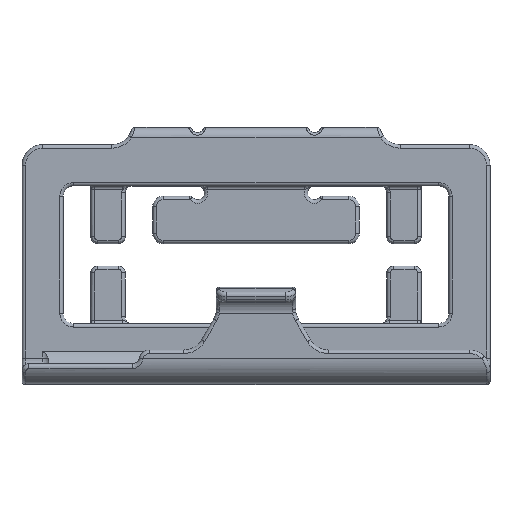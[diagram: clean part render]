
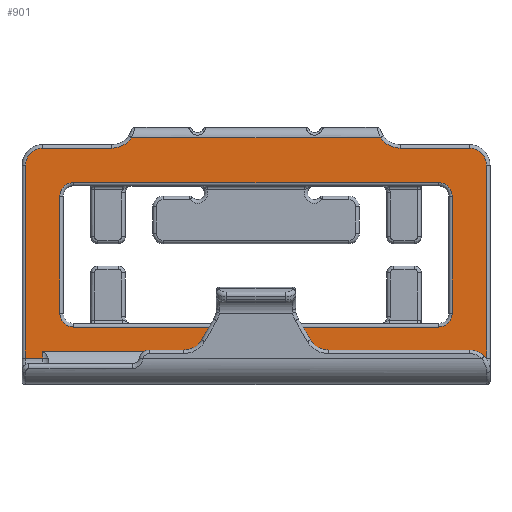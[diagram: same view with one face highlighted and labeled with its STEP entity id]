
A CAD part, top view. The second image highlights one B-rep face of the part: STEP entity #901.
In plain terms, the highlighted planar face has unit normal (0, 0, 1).
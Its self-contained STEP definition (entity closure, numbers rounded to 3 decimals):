
#41=FACE_BOUND('',#1642,.T.);
#42=FACE_BOUND('',#1643,.T.);
#115=PLANE('',#5251);
#345=LINE('',#7665,#625);
#375=LINE('',#7847,#655);
#376=LINE('',#7848,#656);
#377=LINE('',#7850,#657);
#378=LINE('',#7852,#658);
#379=LINE('',#7854,#659);
#380=LINE('',#7856,#660);
#381=LINE('',#7860,#661);
#382=LINE('',#7864,#662);
#383=LINE('',#7868,#663);
#384=LINE('',#7869,#664);
#385=LINE('',#7874,#665);
#386=LINE('',#7878,#666);
#387=LINE('',#7882,#667);
#625=VECTOR('',#5927,1.);
#655=VECTOR('',#6009,1.);
#656=VECTOR('',#6010,1.);
#657=VECTOR('',#6011,1.);
#658=VECTOR('',#6012,1.);
#659=VECTOR('',#6013,1.);
#660=VECTOR('',#6014,1.);
#661=VECTOR('',#6017,1.);
#662=VECTOR('',#6020,1.);
#663=VECTOR('',#6023,1.);
#664=VECTOR('',#6024,1.);
#665=VECTOR('',#6027,1.);
#666=VECTOR('',#6030,1.);
#667=VECTOR('',#6033,1.);
#901=ADVANCED_FACE('',(#41,#42),#115,.F.);
#1642=EDGE_LOOP('',(#2451,#2452,#2453,#2454,#2455,#2456,#2457,#2458,#2459,
#2460,#2461,#2462,#2463,#2464));
#1643=EDGE_LOOP('',(#2465,#2466,#2467,#2468,#2469,#2470,#2471,#2472));
#1985=CIRCLE('',#5243,5.);
#1986=CIRCLE('',#5244,5.);
#1987=CIRCLE('',#5245,7.);
#1988=CIRCLE('',#5246,7.);
#1989=CIRCLE('',#5247,4.);
#1990=CIRCLE('',#5248,4.);
#1991=CIRCLE('',#5249,4.);
#1992=CIRCLE('',#5250,4.);
#2451=ORIENTED_EDGE('',*,*,#4429,.T.);
#2452=ORIENTED_EDGE('',*,*,#4430,.T.);
#2453=ORIENTED_EDGE('',*,*,#4372,.F.);
#2454=ORIENTED_EDGE('',*,*,#4431,.T.);
#2455=ORIENTED_EDGE('',*,*,#4432,.F.);
#2456=ORIENTED_EDGE('',*,*,#4433,.T.);
#2457=ORIENTED_EDGE('',*,*,#4434,.F.);
#2458=ORIENTED_EDGE('',*,*,#4435,.T.);
#2459=ORIENTED_EDGE('',*,*,#4436,.T.);
#2460=ORIENTED_EDGE('',*,*,#4437,.T.);
#2461=ORIENTED_EDGE('',*,*,#4438,.T.);
#2462=ORIENTED_EDGE('',*,*,#4439,.T.);
#2463=ORIENTED_EDGE('',*,*,#4440,.T.);
#2464=ORIENTED_EDGE('',*,*,#4441,.T.);
#2465=ORIENTED_EDGE('',*,*,#4442,.T.);
#2466=ORIENTED_EDGE('',*,*,#4443,.T.);
#2467=ORIENTED_EDGE('',*,*,#4444,.T.);
#2468=ORIENTED_EDGE('',*,*,#4445,.T.);
#2469=ORIENTED_EDGE('',*,*,#4446,.T.);
#2470=ORIENTED_EDGE('',*,*,#4447,.T.);
#2471=ORIENTED_EDGE('',*,*,#4448,.T.);
#2472=ORIENTED_EDGE('',*,*,#4449,.T.);
#3931=VERTEX_POINT('',#7664);
#3932=VERTEX_POINT('',#7666);
#3981=VERTEX_POINT('',#7845);
#3982=VERTEX_POINT('',#7846);
#3983=VERTEX_POINT('',#7849);
#3984=VERTEX_POINT('',#7851);
#3985=VERTEX_POINT('',#7853);
#3986=VERTEX_POINT('',#7855);
#3987=VERTEX_POINT('',#7857);
#3988=VERTEX_POINT('',#7859);
#3989=VERTEX_POINT('',#7861);
#3990=VERTEX_POINT('',#7863);
#3991=VERTEX_POINT('',#7865);
#3992=VERTEX_POINT('',#7867);
#3993=VERTEX_POINT('',#7870);
#3994=VERTEX_POINT('',#7871);
#3995=VERTEX_POINT('',#7873);
#3996=VERTEX_POINT('',#7875);
#3997=VERTEX_POINT('',#7877);
#3998=VERTEX_POINT('',#7879);
#3999=VERTEX_POINT('',#7881);
#4000=VERTEX_POINT('',#7883);
#4372=EDGE_CURVE('',#3931,#3932,#345,.T.);
#4429=EDGE_CURVE('',#3981,#3982,#1985,.T.);
#4430=EDGE_CURVE('',#3982,#3932,#375,.T.);
#4431=EDGE_CURVE('',#3931,#3983,#376,.T.);
#4432=EDGE_CURVE('',#3984,#3983,#377,.T.);
#4433=EDGE_CURVE('',#3984,#3985,#378,.T.);
#4434=EDGE_CURVE('',#3986,#3985,#379,.T.);
#4435=EDGE_CURVE('',#3986,#3987,#380,.T.);
#4436=EDGE_CURVE('',#3987,#3988,#1986,.T.);
#4437=EDGE_CURVE('',#3988,#3989,#381,.T.);
#4438=EDGE_CURVE('',#3989,#3990,#1987,.T.);
#4439=EDGE_CURVE('',#3990,#3991,#382,.T.);
#4440=EDGE_CURVE('',#3991,#3992,#1988,.T.);
#4441=EDGE_CURVE('',#3992,#3981,#383,.T.);
#4442=EDGE_CURVE('',#3993,#3994,#384,.T.);
#4443=EDGE_CURVE('',#3994,#3995,#1989,.T.);
#4444=EDGE_CURVE('',#3995,#3996,#385,.T.);
#4445=EDGE_CURVE('',#3996,#3997,#1990,.T.);
#4446=EDGE_CURVE('',#3997,#3998,#386,.T.);
#4447=EDGE_CURVE('',#3998,#3999,#1991,.T.);
#4448=EDGE_CURVE('',#3999,#4000,#387,.T.);
#4449=EDGE_CURVE('',#4000,#3993,#1992,.T.);
#5243=AXIS2_PLACEMENT_3D('',#7844,#6007,#6008);
#5244=AXIS2_PLACEMENT_3D('',#7858,#6015,#6016);
#5245=AXIS2_PLACEMENT_3D('',#7862,#6018,#6019);
#5246=AXIS2_PLACEMENT_3D('',#7866,#6021,#6022);
#5247=AXIS2_PLACEMENT_3D('',#7872,#6025,#6026);
#5248=AXIS2_PLACEMENT_3D('',#7876,#6028,#6029);
#5249=AXIS2_PLACEMENT_3D('',#7880,#6031,#6032);
#5250=AXIS2_PLACEMENT_3D('',#7884,#6034,#6035);
#5251=AXIS2_PLACEMENT_3D('',#7885,#6036,#6037);
#5927=DIRECTION('',(-1.,0.,0.));
#6007=DIRECTION('',(0.,0.,1.));
#6008=DIRECTION('',(0.,1.,0.));
#6009=DIRECTION('',(0.,-1.,0.));
#6010=DIRECTION('',(0.,1.,0.));
#6011=DIRECTION('',(-1.,0.,0.));
#6012=DIRECTION('',(0.,-1.,0.));
#6013=DIRECTION('',(-1.,0.,0.));
#6014=DIRECTION('',(0.,1.,0.));
#6015=DIRECTION('',(0.,0.,1.));
#6016=DIRECTION('',(0.,1.,0.));
#6017=DIRECTION('',(-1.,0.,0.));
#6018=DIRECTION('',(0.,0.,-1.));
#6019=DIRECTION('',(0.,1.,0.));
#6020=DIRECTION('',(-1.,0.,0.));
#6021=DIRECTION('',(0.,0.,-1.));
#6022=DIRECTION('',(0.,1.,0.));
#6023=DIRECTION('',(-1.,0.,0.));
#6024=DIRECTION('',(1.,0.,0.));
#6025=DIRECTION('',(0.,0.,-1.));
#6026=DIRECTION('',(0.,1.,0.));
#6027=DIRECTION('',(0.,-1.,0.));
#6028=DIRECTION('',(0.,0.,-1.));
#6029=DIRECTION('',(0.,1.,0.));
#6030=DIRECTION('',(-1.,0.,0.));
#6031=DIRECTION('',(0.,0.,-1.));
#6032=DIRECTION('',(0.,1.,0.));
#6033=DIRECTION('',(0.,1.,0.));
#6034=DIRECTION('',(0.,0.,-1.));
#6035=DIRECTION('',(0.,1.,0.));
#6036=DIRECTION('',(0.,0.,-1.));
#6037=DIRECTION('',(0.,1.,0.));
#7664=CARTESIAN_POINT('',(-62.,1.704,-1.));
#7665=CARTESIAN_POINT('',(-68.,1.704,-1.));
#7666=CARTESIAN_POINT('',(-67.,1.704,-1.));
#7844=CARTESIAN_POINT('',(-62.,57.704,-1.));
#7845=CARTESIAN_POINT('',(-62.,62.704,-1.));
#7846=CARTESIAN_POINT('',(-67.,57.704,-1.));
#7847=CARTESIAN_POINT('',(-67.,1.704,-1.));
#7848=CARTESIAN_POINT('',(-62.,1.704,-1.));
#7849=CARTESIAN_POINT('',(-62.,3.504,-1.));
#7850=CARTESIAN_POINT('',(-60.,3.504,-1.));
#7851=CARTESIAN_POINT('',(62.,3.504,-1.));
#7852=CARTESIAN_POINT('',(62.,1.704,-1.));
#7853=CARTESIAN_POINT('',(62.,1.704,-1.));
#7854=CARTESIAN_POINT('',(68.,1.704,-1.));
#7855=CARTESIAN_POINT('',(67.,1.704,-1.));
#7856=CARTESIAN_POINT('',(67.,57.704,-1.));
#7857=CARTESIAN_POINT('',(67.,57.704,-1.));
#7858=CARTESIAN_POINT('',(62.,57.704,-1.));
#7859=CARTESIAN_POINT('',(62.,62.704,-1.));
#7860=CARTESIAN_POINT('',(-68.,62.704,-1.));
#7861=CARTESIAN_POINT('',(41.916,62.704,-1.));
#7862=CARTESIAN_POINT('',(41.916,69.704,-1.));
#7863=CARTESIAN_POINT('',(36.172,65.704,-1.));
#7864=CARTESIAN_POINT('',(-68.,65.704,-1.));
#7865=CARTESIAN_POINT('',(-36.172,65.704,-1.));
#7866=CARTESIAN_POINT('',(-41.916,69.704,-1.));
#7867=CARTESIAN_POINT('',(-41.916,62.704,-1.));
#7868=CARTESIAN_POINT('',(-68.,62.704,-1.));
#7869=CARTESIAN_POINT('',(-68.,52.704,-1.));
#7870=CARTESIAN_POINT('',(-53.,52.704,-1.));
#7871=CARTESIAN_POINT('',(53.,52.704,-1.));
#7872=CARTESIAN_POINT('',(53.,48.704,-1.));
#7873=CARTESIAN_POINT('',(57.,48.704,-1.));
#7874=CARTESIAN_POINT('',(57.,68.704,-1.));
#7875=CARTESIAN_POINT('',(57.,14.704,-1.));
#7876=CARTESIAN_POINT('',(53.,14.704,-1.));
#7877=CARTESIAN_POINT('',(53.,10.704,-1.));
#7878=CARTESIAN_POINT('',(-68.,10.704,-1.));
#7879=CARTESIAN_POINT('',(-53.,10.704,-1.));
#7880=CARTESIAN_POINT('',(-53.,14.704,-1.));
#7881=CARTESIAN_POINT('',(-57.,14.704,-1.));
#7882=CARTESIAN_POINT('',(-57.,68.704,-1.));
#7883=CARTESIAN_POINT('',(-57.,48.704,-1.));
#7884=CARTESIAN_POINT('',(-53.,48.704,-1.));
#7885=CARTESIAN_POINT('',(-68.,68.704,-1.));
